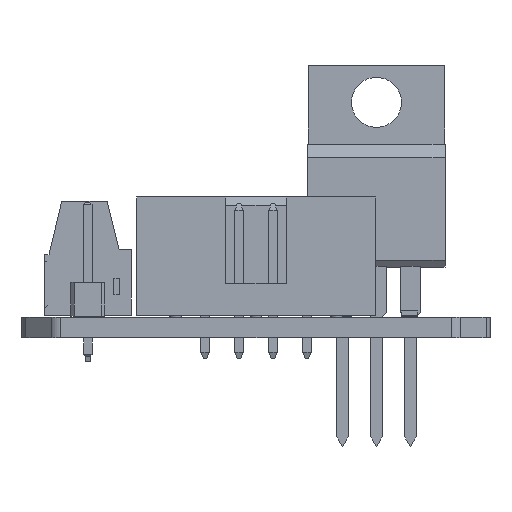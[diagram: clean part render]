
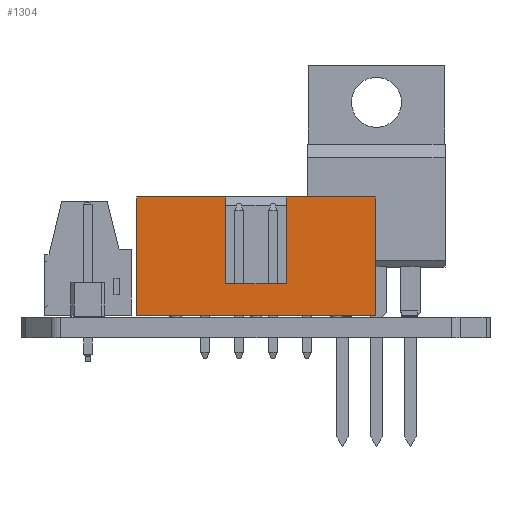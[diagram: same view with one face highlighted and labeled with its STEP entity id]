
A CAD part, front view. The second image highlights one B-rep face of the part: STEP entity #1304.
In plain terms, the highlighted planar face has unit normal (0, -1, 0).
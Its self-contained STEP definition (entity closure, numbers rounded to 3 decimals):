
#774 = VERTEX_POINT('',#775);
#775 = CARTESIAN_POINT('',(8.91,-4.425,-4.425));
#781 = EDGE_CURVE('',#774,#782,#784,.T.);
#782 = VERTEX_POINT('',#783);
#783 = CARTESIAN_POINT('',(-8.91,-4.425,-4.425));
#784 = LINE('',#785,#786);
#785 = CARTESIAN_POINT('',(8.91,-4.425,-4.425));
#786 = VECTOR('',#787,1.);
#787 = DIRECTION('',(-1.,0.,0.));
#1304 = ADVANCED_FACE('',(#1305),#1362,.F.);
#1305 = FACE_BOUND('',#1306,.T.);
#1306 = EDGE_LOOP('',(#1307,#1317,#1325,#1333,#1341,#1347,#1348,#1356));
#1307 = ORIENTED_EDGE('',*,*,#1308,.F.);
#1308 = EDGE_CURVE('',#1309,#1311,#1313,.T.);
#1309 = VERTEX_POINT('',#1310);
#1310 = CARTESIAN_POINT('',(2.25,-4.425,-2.075));
#1311 = VERTEX_POINT('',#1312);
#1312 = CARTESIAN_POINT('',(2.25,-4.425,4.425));
#1313 = LINE('',#1314,#1315);
#1314 = CARTESIAN_POINT('',(2.25,-4.425,-2.075));
#1315 = VECTOR('',#1316,1.);
#1316 = DIRECTION('',(0.,0.,1.));
#1317 = ORIENTED_EDGE('',*,*,#1318,.T.);
#1318 = EDGE_CURVE('',#1309,#1319,#1321,.T.);
#1319 = VERTEX_POINT('',#1320);
#1320 = CARTESIAN_POINT('',(-2.25,-4.425,-2.075));
#1321 = LINE('',#1322,#1323);
#1322 = CARTESIAN_POINT('',(2.25,-4.425,-2.075));
#1323 = VECTOR('',#1324,1.);
#1324 = DIRECTION('',(-1.,0.,0.));
#1325 = ORIENTED_EDGE('',*,*,#1326,.T.);
#1326 = EDGE_CURVE('',#1319,#1327,#1329,.T.);
#1327 = VERTEX_POINT('',#1328);
#1328 = CARTESIAN_POINT('',(-2.25,-4.425,4.425));
#1329 = LINE('',#1330,#1331);
#1330 = CARTESIAN_POINT('',(-2.25,-4.425,-2.075));
#1331 = VECTOR('',#1332,1.);
#1332 = DIRECTION('',(0.,0.,1.));
#1333 = ORIENTED_EDGE('',*,*,#1334,.F.);
#1334 = EDGE_CURVE('',#1335,#1327,#1337,.T.);
#1335 = VERTEX_POINT('',#1336);
#1336 = CARTESIAN_POINT('',(-8.91,-4.425,4.425));
#1337 = LINE('',#1338,#1339);
#1338 = CARTESIAN_POINT('',(-8.91,-4.425,4.425));
#1339 = VECTOR('',#1340,1.);
#1340 = DIRECTION('',(1.,0.,0.));
#1341 = ORIENTED_EDGE('',*,*,#1342,.F.);
#1342 = EDGE_CURVE('',#782,#1335,#1343,.T.);
#1343 = LINE('',#1344,#1345);
#1344 = CARTESIAN_POINT('',(-8.91,-4.425,-4.425));
#1345 = VECTOR('',#1346,1.);
#1346 = DIRECTION('',(0.,0.,1.));
#1347 = ORIENTED_EDGE('',*,*,#781,.F.);
#1348 = ORIENTED_EDGE('',*,*,#1349,.F.);
#1349 = EDGE_CURVE('',#1350,#774,#1352,.T.);
#1350 = VERTEX_POINT('',#1351);
#1351 = CARTESIAN_POINT('',(8.91,-4.425,4.425));
#1352 = LINE('',#1353,#1354);
#1353 = CARTESIAN_POINT('',(8.91,-4.425,4.425));
#1354 = VECTOR('',#1355,1.);
#1355 = DIRECTION('',(0.,0.,-1.));
#1356 = ORIENTED_EDGE('',*,*,#1357,.F.);
#1357 = EDGE_CURVE('',#1311,#1350,#1358,.T.);
#1358 = LINE('',#1359,#1360);
#1359 = CARTESIAN_POINT('',(-8.91,-4.425,4.425));
#1360 = VECTOR('',#1361,1.);
#1361 = DIRECTION('',(1.,0.,0.));
#1362 = PLANE('',#1363);
#1363 = AXIS2_PLACEMENT_3D('',#1364,#1365,#1366);
#1364 = CARTESIAN_POINT('',(0.,-4.425,0.));
#1365 = DIRECTION('',(0.,1.,0.));
#1366 = DIRECTION('',(0.,-0.,1.));
